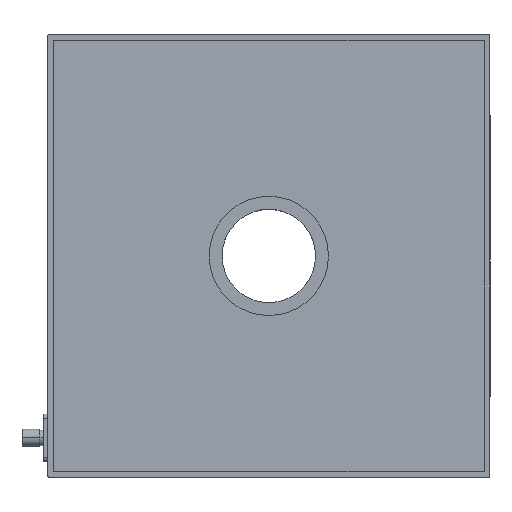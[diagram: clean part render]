
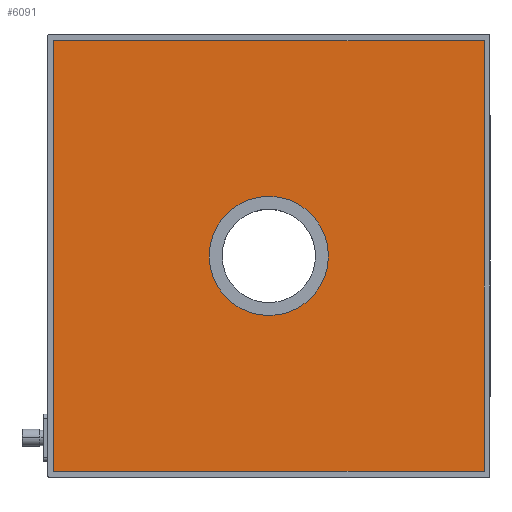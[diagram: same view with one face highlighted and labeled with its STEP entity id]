
A CAD part, top view. The second image highlights one B-rep face of the part: STEP entity #6091.
In plain terms, the highlighted planar face has unit normal (0, 0, 1).
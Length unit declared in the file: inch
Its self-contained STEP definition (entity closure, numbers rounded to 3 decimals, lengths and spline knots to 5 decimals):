
#198 = DIRECTION ( 'NONE',  ( 1., 0., 0. ) ) ;
#359 = CARTESIAN_POINT ( 'NONE',  ( -7.67717, 6.06299, -0.06496 ) ) ;
#421 = EDGE_CURVE ( 'NONE', #2258, #2141, #1453, .T. ) ;
#927 = CARTESIAN_POINT ( 'NONE',  ( -11.94882, 0.15748, -0.06496 ) ) ;
#929 = DIRECTION ( 'NONE',  ( -1., 0., 0. ) ) ;
#1018 = VERTEX_POINT ( 'NONE', #5990 ) ;
#1063 = FACE_OUTER_BOUND ( 'NONE', #3854, .T. ) ;
#1286 = ORIENTED_EDGE ( 'NONE', *, *, #8038, .T. ) ;
#1345 = EDGE_CURVE ( 'NONE', #1018, #2258, #5710, .T. ) ;
#1453 = LINE ( 'NONE', #4206, #2850 ) ;
#2141 = VERTEX_POINT ( 'NONE', #4284 ) ;
#2222 = DIRECTION ( 'NONE',  ( -1., 0., 0. ) ) ;
#2258 = VERTEX_POINT ( 'NONE', #2592 ) ;
#2517 = DIRECTION ( 'NONE',  ( 0., -1., 0. ) ) ;
#2562 = DIRECTION ( 'NONE',  ( 1., 0., 0. ) ) ;
#2592 = CARTESIAN_POINT ( 'NONE',  ( -0.1378, 0.15748, -0.06496 ) ) ;
#2704 = ORIENTED_EDGE ( 'NONE', *, *, #4743, .T. ) ;
#2827 = CIRCLE ( 'NONE', #7888, 1.63386 ) ;
#2850 = VECTOR ( 'NONE', #6961, 39.37008 ) ;
#3026 = VERTEX_POINT ( 'NONE', #359 ) ;
#3057 = CIRCLE ( 'NONE', #8395, 1.63386 ) ;
#3081 = ORIENTED_EDGE ( 'NONE', *, *, #8679, .T. ) ;
#3141 = EDGE_CURVE ( 'NONE', #6116, #3026, #3057, .T. ) ;
#3738 = CARTESIAN_POINT ( 'NONE',  ( -11.94882, 11.9685, -0.06496 ) ) ;
#3854 = EDGE_LOOP ( 'NONE', ( #5270, #3081, #2704, #4187 ) ) ;
#3883 = VECTOR ( 'NONE', #198, 39.37008 ) ;
#4174 = LINE ( 'NONE', #4934, #8040 ) ;
#4187 = ORIENTED_EDGE ( 'NONE', *, *, #1345, .T. ) ;
#4206 = CARTESIAN_POINT ( 'NONE',  ( -0.1378, 11.9685, -0.06496 ) ) ;
#4284 = CARTESIAN_POINT ( 'NONE',  ( -0.1378, 11.9685, -0.06496 ) ) ;
#4440 = DIRECTION ( 'NONE',  ( 0., 0., 1. ) ) ;
#4636 = CARTESIAN_POINT ( 'NONE',  ( -11.94882, 11.9685, -0.06496 ) ) ;
#4743 = EDGE_CURVE ( 'NONE', #5889, #1018, #8698, .T. ) ;
#4820 = EDGE_LOOP ( 'NONE', ( #1286, #5222 ) ) ;
#4934 = CARTESIAN_POINT ( 'NONE',  ( -11.94882, 11.9685, -0.06496 ) ) ;
#4989 = CARTESIAN_POINT ( 'NONE',  ( -11.94882, 11.9685, -0.06496 ) ) ;
#5222 = ORIENTED_EDGE ( 'NONE', *, *, #3141, .T. ) ;
#5270 = ORIENTED_EDGE ( 'NONE', *, *, #421, .T. ) ;
#5329 = DIRECTION ( 'NONE',  ( 0., 0., -1. ) ) ;
#5710 = LINE ( 'NONE', #927, #3883 ) ;
#5712 = PLANE ( 'NONE',  #8279 ) ;
#5889 = VERTEX_POINT ( 'NONE', #3738 ) ;
#5990 = CARTESIAN_POINT ( 'NONE',  ( -11.94882, 0.15748, -0.06496 ) ) ;
#5994 = CARTESIAN_POINT ( 'NONE',  ( -6.04331, 6.06299, -0.06496 ) ) ;
#6091 = ADVANCED_FACE ( 'NONE', ( #1063, #7879 ), #5712, .T. ) ;
#6116 = VERTEX_POINT ( 'NONE', #7064 ) ;
#6961 = DIRECTION ( 'NONE',  ( 0., 1., 0. ) ) ;
#7064 = CARTESIAN_POINT ( 'NONE',  ( -4.40945, 6.06299, -0.06496 ) ) ;
#7258 = DIRECTION ( 'NONE',  ( 0., 0., -1. ) ) ;
#7879 = FACE_BOUND ( 'NONE', #4820, .T. ) ;
#7888 = AXIS2_PLACEMENT_3D ( 'NONE', #5994, #7258, #2562 ) ;
#7972 = VECTOR ( 'NONE', #2517, 39.37008 ) ;
#8038 = EDGE_CURVE ( 'NONE', #3026, #6116, #2827, .T. ) ;
#8040 = VECTOR ( 'NONE', #2222, 39.37008 ) ;
#8078 = DIRECTION ( 'NONE',  ( 1., 0., 0. ) ) ;
#8279 = AXIS2_PLACEMENT_3D ( 'NONE', #4989, #4440, #929 ) ;
#8395 = AXIS2_PLACEMENT_3D ( 'NONE', #8746, #5329, #8078 ) ;
#8679 = EDGE_CURVE ( 'NONE', #2141, #5889, #4174, .T. ) ;
#8698 = LINE ( 'NONE', #4636, #7972 ) ;
#8746 = CARTESIAN_POINT ( 'NONE',  ( -6.04331, 6.06299, -0.06496 ) ) ;
